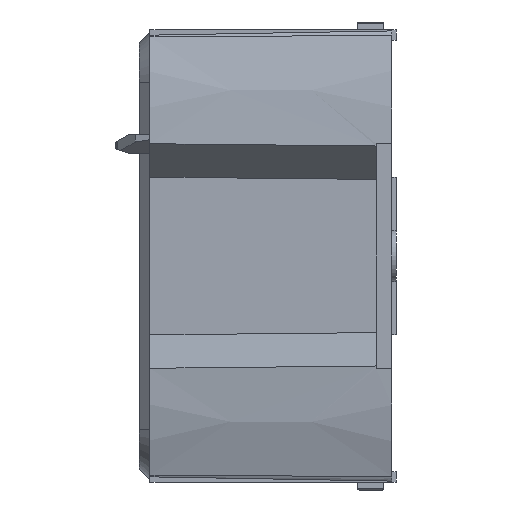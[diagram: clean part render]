
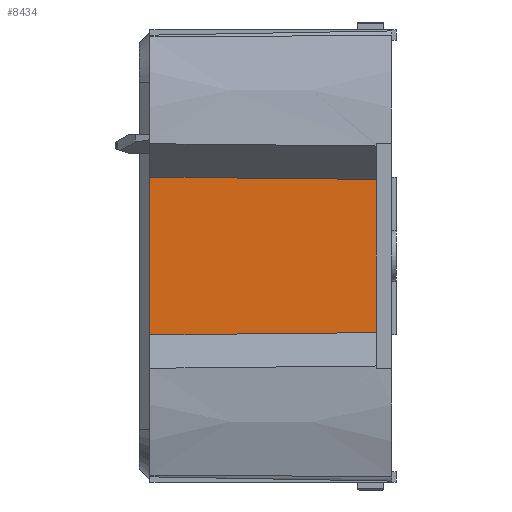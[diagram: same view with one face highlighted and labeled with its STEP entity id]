
A CAD part, left-side view. The second image highlights one B-rep face of the part: STEP entity #8434.
In plain terms, the highlighted planar face has unit normal (-1, 0.018, 0).
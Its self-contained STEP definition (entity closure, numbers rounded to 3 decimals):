
#521 = DIRECTION ( 'NONE',  ( 0., 0., -1. ) ) ;
#982 = EDGE_LOOP ( 'NONE', ( #19461, #54282, #2948, #52313 ) ) ;
#2218 = DIRECTION ( 'NONE',  ( -1., 0.017, 0. ) ) ;
#2737 = CARTESIAN_POINT ( 'NONE',  ( -17., 46.8, 15. ) ) ;
#2948 = ORIENTED_EDGE ( 'NONE', *, *, #66903, .T. ) ;
#3714 = VERTEX_POINT ( 'NONE', #42642 ) ;
#4983 = VERTEX_POINT ( 'NONE', #2737 ) ;
#5359 = DIRECTION ( 'NONE',  ( 0.017, 1., -0.01 ) ) ;
#5789 = EDGE_CURVE ( 'NONE', #3714, #4983, #69573, .T. ) ;
#7596 = VECTOR ( 'NONE', #30861, 1000. ) ;
#8339 = CARTESIAN_POINT ( 'NONE',  ( -17., 46.8, 21.351 ) ) ;
#8434 = ADVANCED_FACE ( 'NONE', ( #36159 ), #56954, .T. ) ;
#11818 = EDGE_CURVE ( 'NONE', #46228, #28619, #38585, .T. ) ;
#13858 = DIRECTION ( 'NONE',  ( 0.017, 1., 0.01 ) ) ;
#19461 = ORIENTED_EDGE ( 'NONE', *, *, #27691, .T. ) ;
#26045 = CARTESIAN_POINT ( 'NONE',  ( -17.751, 3.8, -21.351 ) ) ;
#27686 = AXIS2_PLACEMENT_3D ( 'NONE', #30618, #2218, #521 ) ;
#27691 = EDGE_CURVE ( 'NONE', #46228, #3714, #61423, .T. ) ;
#28619 = VERTEX_POINT ( 'NONE', #69668 ) ;
#30618 = CARTESIAN_POINT ( 'NONE',  ( -17., 46.8, 21.351 ) ) ;
#30861 = DIRECTION ( 'NONE',  ( 0., 0., -1. ) ) ;
#33785 = CARTESIAN_POINT ( 'NONE',  ( -17.006, 46.434, -14.996 ) ) ;
#36036 = CARTESIAN_POINT ( 'NONE',  ( -16.995, 47.091, 15.003 ) ) ;
#36159 = FACE_OUTER_BOUND ( 'NONE', #982, .T. ) ;
#38528 = VECTOR ( 'NONE', #5359, 1000. ) ;
#38585 = LINE ( 'NONE', #33785, #38528 ) ;
#42642 = CARTESIAN_POINT ( 'NONE',  ( -17.751, 3.8, 14.567 ) ) ;
#46228 = VERTEX_POINT ( 'NONE', #62037 ) ;
#47469 = LINE ( 'NONE', #8339, #7596 ) ;
#48559 = DIRECTION ( 'NONE',  ( 0., 0., 1. ) ) ;
#52313 = ORIENTED_EDGE ( 'NONE', *, *, #11818, .F. ) ;
#54282 = ORIENTED_EDGE ( 'NONE', *, *, #5789, .T. ) ;
#56954 = PLANE ( 'NONE',  #27686 ) ;
#61423 = LINE ( 'NONE', #26045, #72094 ) ;
#61854 = VECTOR ( 'NONE', #13858, 1000. ) ;
#62037 = CARTESIAN_POINT ( 'NONE',  ( -17.751, 3.8, -14.567 ) ) ;
#66903 = EDGE_CURVE ( 'NONE', #4983, #28619, #47469, .T. ) ;
#69573 = LINE ( 'NONE', #36036, #61854 ) ;
#69668 = CARTESIAN_POINT ( 'NONE',  ( -17., 46.8, -15. ) ) ;
#72094 = VECTOR ( 'NONE', #48559, 1000. ) ;
